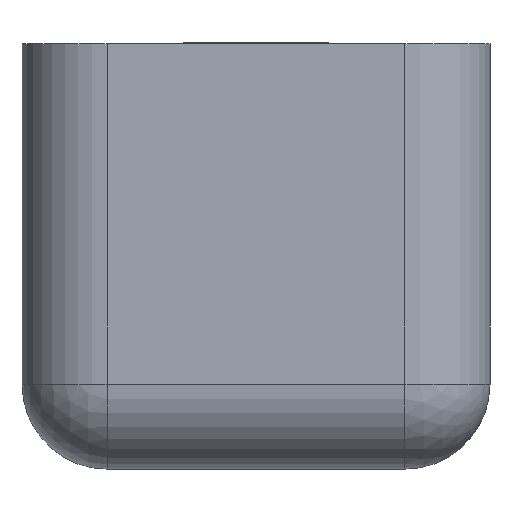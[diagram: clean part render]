
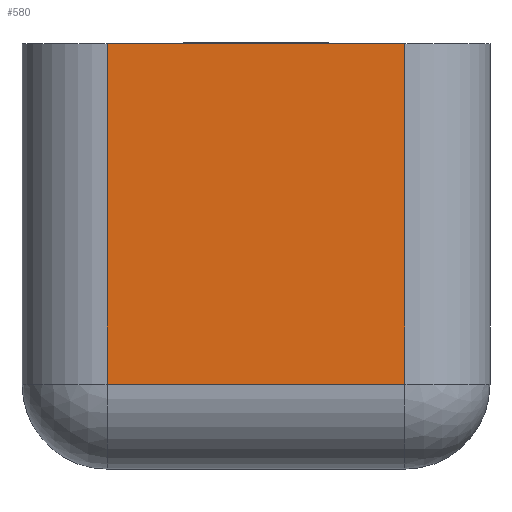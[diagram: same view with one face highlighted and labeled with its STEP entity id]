
A CAD part, left-side view. The second image highlights one B-rep face of the part: STEP entity #580.
In plain terms, the highlighted planar face has unit normal (-1, 0, 0).
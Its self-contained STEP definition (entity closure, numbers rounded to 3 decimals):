
#99 = DIRECTION ( 'NONE',  ( 0., 0., 1. ) ) ;
#137 = VERTEX_POINT ( 'NONE', #837 ) ;
#219 = ORIENTED_EDGE ( 'NONE', *, *, #640, .T. ) ;
#245 = FACE_OUTER_BOUND ( 'NONE', #1029, .T. ) ;
#298 = DIRECTION ( 'NONE',  ( 0., 0., -1. ) ) ;
#346 = CARTESIAN_POINT ( 'NONE',  ( 0., 0., 1. ) ) ;
#364 = EDGE_CURVE ( 'NONE', #137, #408, #843, .T. ) ;
#399 = VECTOR ( 'NONE', #298, 1000. ) ;
#408 = VERTEX_POINT ( 'NONE', #630 ) ;
#411 = LINE ( 'NONE', #469, #399 ) ;
#452 = LINE ( 'NONE', #568, #803 ) ;
#461 = VERTEX_POINT ( 'NONE', #965 ) ;
#469 = CARTESIAN_POINT ( 'NONE',  ( 0., 4.5, 5. ) ) ;
#515 = ORIENTED_EDGE ( 'NONE', *, *, #891, .T. ) ;
#568 = CARTESIAN_POINT ( 'NONE',  ( 0., 0., 5. ) ) ;
#580 = ADVANCED_FACE ( 'NONE', ( #245 ), #653, .F. ) ;
#619 = EDGE_CURVE ( 'NONE', #1057, #408, #452, .T. ) ;
#630 = CARTESIAN_POINT ( 'NONE',  ( 0., 1., 5. ) ) ;
#634 = CARTESIAN_POINT ( 'NONE',  ( 0., 1., 5. ) ) ;
#640 = EDGE_CURVE ( 'NONE', #1057, #461, #411, .T. ) ;
#653 = PLANE ( 'NONE',  #950 ) ;
#658 = DIRECTION ( 'NONE',  ( 0., 0., -1. ) ) ;
#733 = VECTOR ( 'NONE', #771, 1000. ) ;
#771 = DIRECTION ( 'NONE',  ( 0., -1., 0. ) ) ;
#793 = LINE ( 'NONE', #346, #733 ) ;
#795 = CARTESIAN_POINT ( 'NONE',  ( 0., 4.5, 5. ) ) ;
#803 = VECTOR ( 'NONE', #961, 1000. ) ;
#805 = VECTOR ( 'NONE', #99, 1000. ) ;
#837 = CARTESIAN_POINT ( 'NONE',  ( 0., 1., 1. ) ) ;
#843 = LINE ( 'NONE', #634, #805 ) ;
#873 = DIRECTION ( 'NONE',  ( 1., 0., 0. ) ) ;
#891 = EDGE_CURVE ( 'NONE', #461, #137, #793, .T. ) ;
#939 = ORIENTED_EDGE ( 'NONE', *, *, #619, .F. ) ;
#950 = AXIS2_PLACEMENT_3D ( 'NONE', #1052, #873, #658 ) ;
#961 = DIRECTION ( 'NONE',  ( 0., -1., 0. ) ) ;
#965 = CARTESIAN_POINT ( 'NONE',  ( 0., 4.5, 1. ) ) ;
#1009 = ORIENTED_EDGE ( 'NONE', *, *, #364, .T. ) ;
#1029 = EDGE_LOOP ( 'NONE', ( #939, #219, #515, #1009 ) ) ;
#1052 = CARTESIAN_POINT ( 'NONE',  ( 0., 0., 5. ) ) ;
#1057 = VERTEX_POINT ( 'NONE', #795 ) ;
